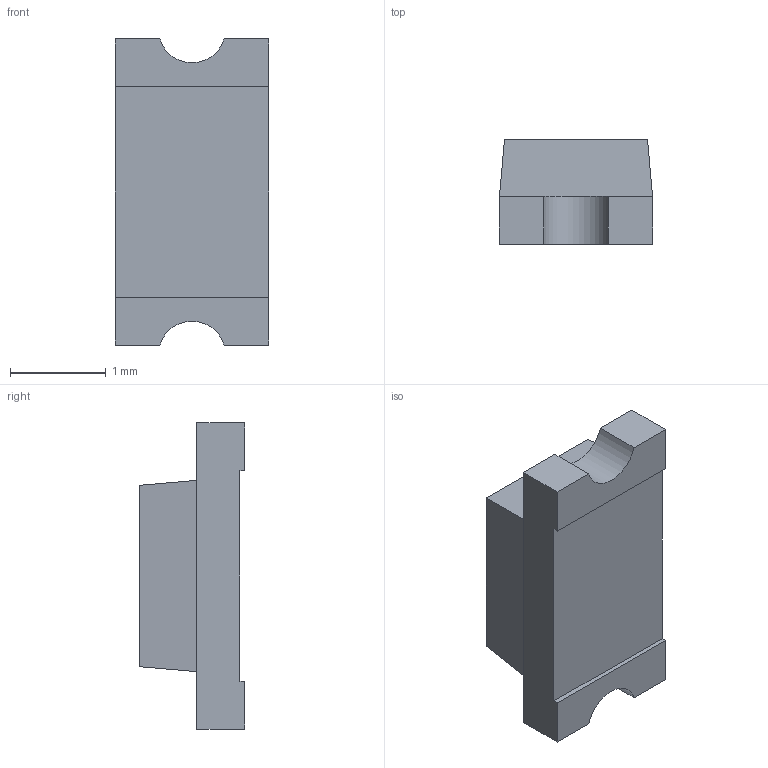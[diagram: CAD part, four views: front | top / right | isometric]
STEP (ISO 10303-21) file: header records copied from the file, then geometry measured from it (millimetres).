
FILE_DESCRIPTION(/* description */ ('STEP AP214','CAx-IF Rec.Pracs.---Representation and Presentation of Product Manufacturing Information (PMI)---4.0---2014-10-13'),/* implementation_level */ '2;1');
FILE_NAME(/* name */ 'User Library-LED 1206 Yellow.step',/* time_stamp */ '2020-02-27T16:18:53+03:00',/* author */ ('Andre'),/* organization */ (''),/* preprocessor_version */ 'ST-DEVELOPER v18',/* originating_system */ 'Autodesk Inventor 2020',/* authorisation */ '');
FILE_SCHEMA (('AP242_MANAGED_MODEL_BASED_3D_ENGINEERING_MIM_LF { 1 0 10303 442 1 1 4 }'));
Length unit declared in the file: millimetre
Products named in the file (1): User Library-LED 1206 BLUE
Bounding box: 1.6 x 1.1 x 3.2 mm (x, y, z)
Volume: 4.1 mm3; surface area: 25.4 mm2
Topology: 2 solids, 2 shells, 43 faces, 108 edges, 72 vertices
Faces by surface type: plane 41, cylinder 2
Entity records: 1418 total; most frequent: CARTESIAN_POINT 241, DIRECTION 226, ORIENTED_EDGE 216, EDGE_CURVE 108, LINE 104, VECTOR 104, VERTEX_POINT 72, AXIS2_PLACEMENT_3D 61
